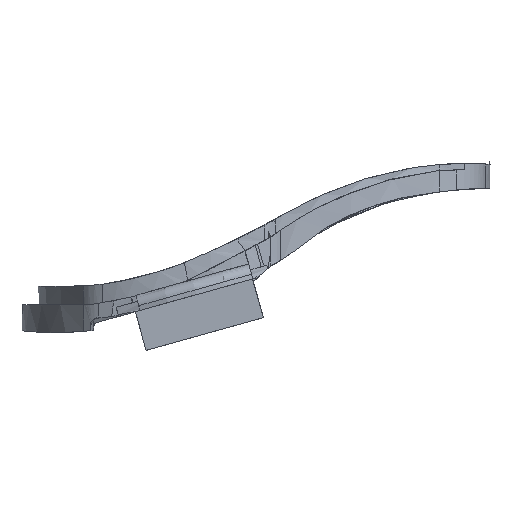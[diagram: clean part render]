
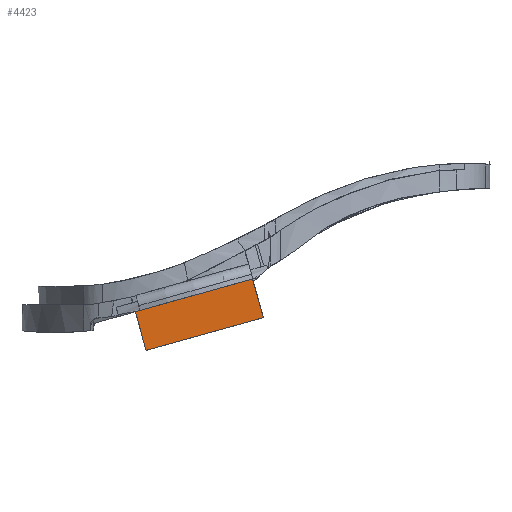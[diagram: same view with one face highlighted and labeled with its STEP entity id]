
A CAD part, left-side view. The second image highlights one B-rep face of the part: STEP entity #4423.
In plain terms, the highlighted planar face has unit normal (-1, 0, 0).
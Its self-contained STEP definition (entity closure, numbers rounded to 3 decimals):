
#89=PLANE('',#4919);
#302=FACE_OUTER_BOUND('',#556,.T.);
#556=EDGE_LOOP('',(#3859,#3860,#3861,#3862));
#962=LINE('',#7401,#1238);
#1055=LINE('',#7990,#1331);
#1058=LINE('',#7995,#1334);
#1106=LINE('',#8454,#1382);
#1238=VECTOR('',#5422,10.);
#1331=VECTOR('',#5829,10.);
#1334=VECTOR('',#5834,10.);
#1382=VECTOR('',#6104,10.);
#1793=VERTEX_POINT('',#7398);
#1794=VERTEX_POINT('',#7400);
#1936=VERTEX_POINT('',#7988);
#1937=VERTEX_POINT('',#7993);
#2309=EDGE_CURVE('',#1793,#1794,#962,.T.);
#2528=EDGE_CURVE('',#1793,#1936,#1055,.T.);
#2531=EDGE_CURVE('',#1937,#1936,#1058,.T.);
#2651=EDGE_CURVE('',#1937,#1794,#1106,.T.);
#3859=ORIENTED_EDGE('',*,*,#2651,.T.);
#3860=ORIENTED_EDGE('',*,*,#2309,.F.);
#3861=ORIENTED_EDGE('',*,*,#2528,.T.);
#3862=ORIENTED_EDGE('',*,*,#2531,.F.);
#4423=ADVANCED_FACE('',(#302),#89,.F.);
#4919=AXIS2_PLACEMENT_3D('',#8453,#6102,#6103);
#5422=DIRECTION('',(0.,-0.963,0.269));
#5829=DIRECTION('',(0.,-0.269,-0.963));
#5834=DIRECTION('',(0.,0.963,-0.269));
#6102=DIRECTION('center_axis',(1.,0.,0.));
#6103=DIRECTION('ref_axis',(0.,0.963,-0.269));
#6104=DIRECTION('',(0.,0.269,0.963));
#7398=CARTESIAN_POINT('',(-20.641,6.652,0.946));
#7400=CARTESIAN_POINT('',(-20.641,2.156,2.201));
#7401=CARTESIAN_POINT('',(-20.641,2.449,2.119));
#7988=CARTESIAN_POINT('',(-20.641,6.24,-0.532));
#7990=CARTESIAN_POINT('',(-20.641,6.652,0.946));
#7993=CARTESIAN_POINT('',(-20.641,1.744,0.722));
#7995=CARTESIAN_POINT('',(-20.641,0.587,1.045));
#8453=CARTESIAN_POINT('Origin',(-20.641,0.485,2.667));
#8454=CARTESIAN_POINT('',(-20.641,2.156,2.201));
